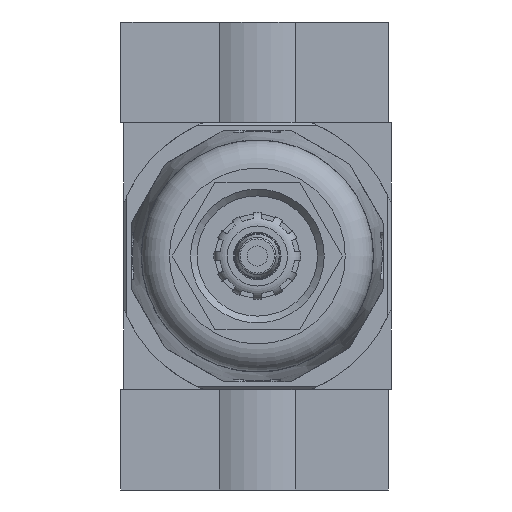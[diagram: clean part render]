
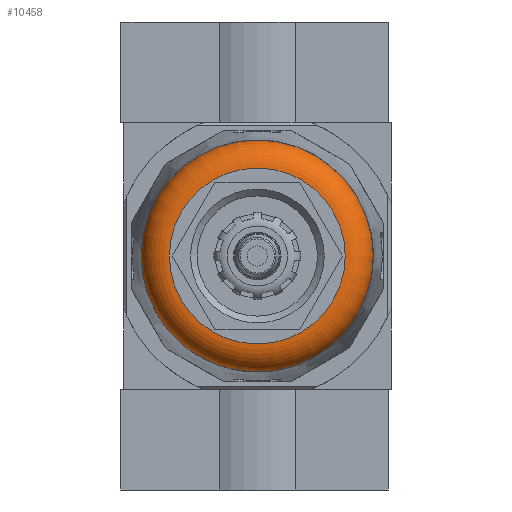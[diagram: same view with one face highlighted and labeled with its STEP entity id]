
A CAD part, front view. The second image highlights one B-rep face of the part: STEP entity #10458.
In plain terms, the highlighted toroidal (fillet/blend) face has major radius 13.15 mm and minor radius 4.2 mm.
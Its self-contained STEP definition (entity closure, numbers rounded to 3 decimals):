
#84=TOROIDAL_SURFACE('',#11255,13.15,4.2);
#2943=ORIENTED_EDGE('',*,*,#4866,.T.);
#2944=ORIENTED_EDGE('',*,*,#4865,.F.);
#4865=EDGE_CURVE('',#5894,#5894,#6552,.T.);
#4866=EDGE_CURVE('',#5895,#5895,#6553,.T.);
#5894=VERTEX_POINT('',#15979);
#5895=VERTEX_POINT('',#15982);
#6552=CIRCLE('',#11254,13.15);
#6553=CIRCLE('',#11256,17.35);
#7051=EDGE_LOOP('',(#2943));
#7052=EDGE_LOOP('',(#2944));
#7737=FACE_BOUND('',#7051,.T.);
#7738=FACE_BOUND('',#7052,.T.);
#10458=ADVANCED_FACE('',(#7737,#7738),#84,.T.);
#11254=AXIS2_PLACEMENT_3D('',#15978,#12995,#12996);
#11255=AXIS2_PLACEMENT_3D('',#15980,#12997,#12998);
#11256=AXIS2_PLACEMENT_3D('',#15981,#12999,#13000);
#12995=DIRECTION('',(0.,-1.,0.));
#12996=DIRECTION('',(0.,0.,-1.));
#12997=DIRECTION('',(0.,-1.,0.));
#12998=DIRECTION('',(0.,0.,-1.));
#12999=DIRECTION('',(0.,-1.,0.));
#13000=DIRECTION('',(0.,0.,-1.));
#15978=CARTESIAN_POINT('',(0.,-119.,0.));
#15979=CARTESIAN_POINT('',(0.,-119.,-13.15));
#15980=CARTESIAN_POINT('',(0.,-114.8,0.));
#15981=CARTESIAN_POINT('',(0.,-114.8,0.));
#15982=CARTESIAN_POINT('',(0.,-114.8,-17.35));
